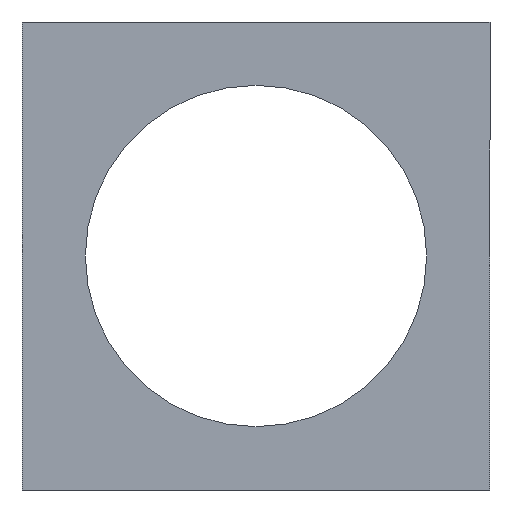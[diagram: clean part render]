
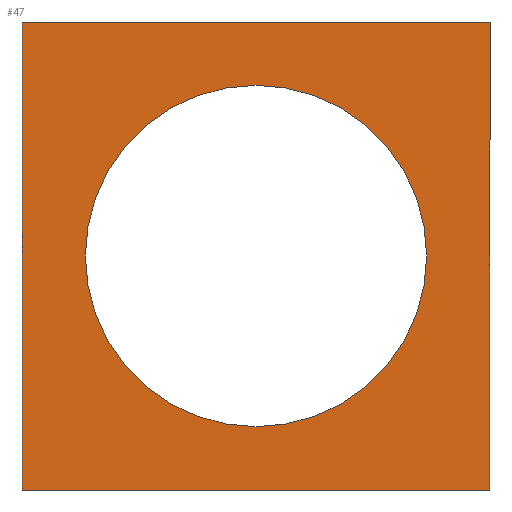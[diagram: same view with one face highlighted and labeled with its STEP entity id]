
A CAD part, front view. The second image highlights one B-rep face of the part: STEP entity #47.
In plain terms, the highlighted planar face has unit normal (0, -1, 0).
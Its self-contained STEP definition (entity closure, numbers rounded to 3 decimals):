
#1 = DIRECTION ( 'NONE',  ( 0., 0., 1. ) ) ;
#6 = VECTOR ( 'NONE', #223, 1000. ) ;
#7 = CARTESIAN_POINT ( 'NONE',  ( -191.25, -6., -191.25 ) ) ;
#8 = CARTESIAN_POINT ( 'NONE',  ( 191.25, -6., 191.25 ) ) ;
#12 = CARTESIAN_POINT ( 'NONE',  ( 0., -6., -139.5 ) ) ;
#19 = LINE ( 'NONE', #101, #235 ) ;
#20 = AXIS2_PLACEMENT_3D ( 'NONE', #179, #176, #28 ) ;
#22 = EDGE_CURVE ( 'NONE', #34, #59, #270, .T. ) ;
#28 = DIRECTION ( 'NONE',  ( 0., 0., 1. ) ) ;
#29 = DIRECTION ( 'NONE',  ( 0., 0., 1. ) ) ;
#31 = CARTESIAN_POINT ( 'NONE',  ( -191.25, -6., -191.25 ) ) ;
#34 = VERTEX_POINT ( 'NONE', #89 ) ;
#39 = AXIS2_PLACEMENT_3D ( 'NONE', #224, #145, #29 ) ;
#47 = ADVANCED_FACE ( 'NONE', ( #156, #206 ), #138, .F. ) ;
#56 = ORIENTED_EDGE ( 'NONE', *, *, #152, .T. ) ;
#59 = VERTEX_POINT ( 'NONE', #95 ) ;
#69 = DIRECTION ( 'NONE',  ( 0., 0., 1. ) ) ;
#75 = CARTESIAN_POINT ( 'NONE',  ( -191.25, -6., 191.25 ) ) ;
#76 = VECTOR ( 'NONE', #245, 1000. ) ;
#86 = CIRCLE ( 'NONE', #39, 139.5 ) ;
#89 = CARTESIAN_POINT ( 'NONE',  ( -191.25, -6., -191.25 ) ) ;
#95 = CARTESIAN_POINT ( 'NONE',  ( -191.25, -6., 191.25 ) ) ;
#97 = DIRECTION ( 'NONE',  ( 0., 0., -1. ) ) ;
#101 = CARTESIAN_POINT ( 'NONE',  ( 191.25, -6., -191.25 ) ) ;
#105 = ORIENTED_EDGE ( 'NONE', *, *, #273, .F. ) ;
#106 = ORIENTED_EDGE ( 'NONE', *, *, #22, .F. ) ;
#114 = CARTESIAN_POINT ( 'NONE',  ( 191.25, -6., -191.25 ) ) ;
#118 = VERTEX_POINT ( 'NONE', #214 ) ;
#127 = EDGE_CURVE ( 'NONE', #174, #118, #86, .T. ) ;
#138 = PLANE ( 'NONE',  #20 ) ;
#145 = DIRECTION ( 'NONE',  ( 0., 1., 0. ) ) ;
#152 = EDGE_CURVE ( 'NONE', #118, #174, #248, .T. ) ;
#153 = ORIENTED_EDGE ( 'NONE', *, *, #127, .T. ) ;
#156 = FACE_BOUND ( 'NONE', #165, .T. ) ;
#165 = EDGE_LOOP ( 'NONE', ( #56, #153 ) ) ;
#167 = VECTOR ( 'NONE', #69, 1000. ) ;
#171 = LINE ( 'NONE', #7, #76 ) ;
#172 = VERTEX_POINT ( 'NONE', #114 ) ;
#174 = VERTEX_POINT ( 'NONE', #12 ) ;
#176 = DIRECTION ( 'NONE',  ( 0., 1., 0. ) ) ;
#179 = CARTESIAN_POINT ( 'NONE',  ( -191.25, -6., 191.25 ) ) ;
#187 = EDGE_CURVE ( 'NONE', #227, #172, #19, .T. ) ;
#196 = DIRECTION ( 'NONE',  ( 0., 1., 0. ) ) ;
#206 = FACE_OUTER_BOUND ( 'NONE', #254, .T. ) ;
#209 = EDGE_CURVE ( 'NONE', #59, #227, #231, .T. ) ;
#213 = ORIENTED_EDGE ( 'NONE', *, *, #209, .F. ) ;
#214 = CARTESIAN_POINT ( 'NONE',  ( 0., -6., 139.5 ) ) ;
#223 = DIRECTION ( 'NONE',  ( 1., 0., 0. ) ) ;
#224 = CARTESIAN_POINT ( 'NONE',  ( 0., -6., 0. ) ) ;
#227 = VERTEX_POINT ( 'NONE', #8 ) ;
#231 = LINE ( 'NONE', #75, #6 ) ;
#233 = AXIS2_PLACEMENT_3D ( 'NONE', #243, #196, #1 ) ;
#235 = VECTOR ( 'NONE', #97, 1000. ) ;
#243 = CARTESIAN_POINT ( 'NONE',  ( 0., -6., 0. ) ) ;
#245 = DIRECTION ( 'NONE',  ( -1., 0., 0. ) ) ;
#248 = CIRCLE ( 'NONE', #233, 139.5 ) ;
#250 = ORIENTED_EDGE ( 'NONE', *, *, #187, .F. ) ;
#254 = EDGE_LOOP ( 'NONE', ( #106, #105, #250, #213 ) ) ;
#270 = LINE ( 'NONE', #31, #167 ) ;
#273 = EDGE_CURVE ( 'NONE', #172, #34, #171, .T. ) ;
